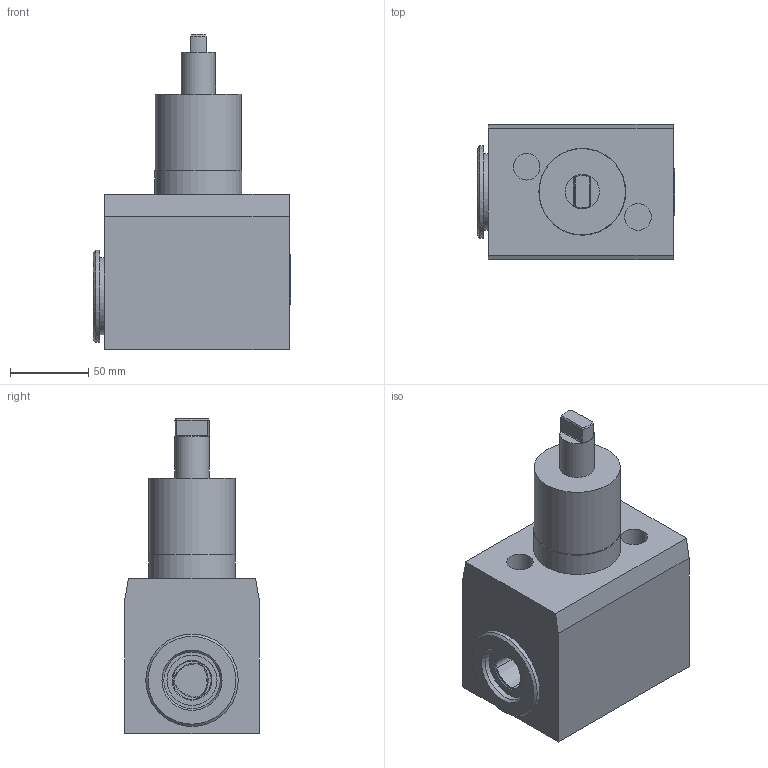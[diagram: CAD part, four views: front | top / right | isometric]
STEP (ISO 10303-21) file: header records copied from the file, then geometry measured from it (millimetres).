
FILE_DESCRIPTION(/* description */ (''),/* implementation_level */ '2;1');
FILE_NAME(/* name */ '1533898555881.stp',/* time_stamp */ '2018-08-10T12:56:02+02:00',/* author */ (''),/* organization */ ('SMS'),/* preprocessor_version */ 'ST-DEVELOPER v15',/* originating_system */ 'SIEMENS PLM Software NX 8.5',/* authorisation */ '');
FILE_SCHEMA (('AUTOMOTIVE_DESIGN { 1 0 10303 214 3 1 1 1 }'));
Length unit declared in the file: millimetre
Products named in the file (1): 201818455mod000_00
Bounding box: 126 x 86 x 201 mm (x, y, z)
Volume: 1164217.2 mm3; surface area: 79739.7 mm2
Topology: 1 solids, 1 shells, 59 faces, 123 edges, 78 vertices
Faces by surface type: plane 30, cone 15, cylinder 14
Full cylindrical faces by diameter (mm): 2 x1, 17 x2, 22 x1, 32 x1, 36 x1, 49 x1, 55 x1, 55.4 x1, 59 x1
Entity records: 1642 total; most frequent: CARTESIAN_POINT 386, DIRECTION 266, ORIENTED_EDGE 212, AXIS2_PLACEMENT_3D 110, EDGE_CURVE 106, EDGE_LOOP 86, VERTEX_POINT 76, ADVANCED_FACE 59
